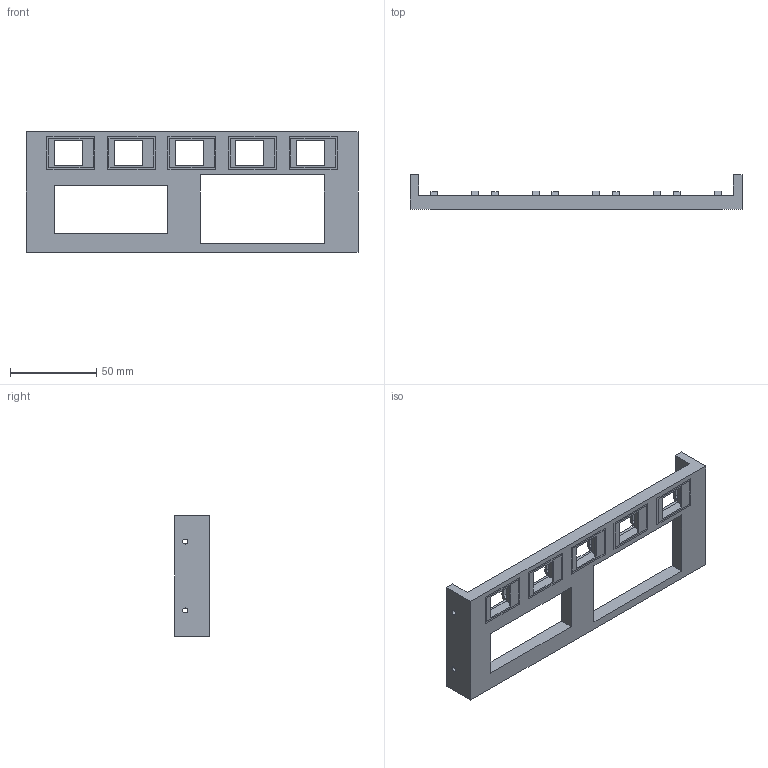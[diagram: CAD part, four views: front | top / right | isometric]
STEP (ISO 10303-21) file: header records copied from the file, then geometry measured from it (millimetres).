
FILE_DESCRIPTION(('FreeCAD Model'),'2;1');
FILE_NAME('Open CASCADE Shape Model','2025-03-01T11:50:06',(''),(''), 'Open CASCADE STEP processor 7.8','FreeCAD','Unknown');
FILE_SCHEMA(('AUTOMOTIVE_DESIGN { 1 0 10303 214 1 1 1 1 }'));
Length unit declared in the file: millimetre
Products named in the file (7): Pi-Panel; PiPanel; KeystoneUsbJack1; KeystoneUsbJack2; KeystoneUsbJack3; KeystoneUsbJack4; KeystoneUsbJack5
Assembly tree (6 placements, depth 2):
  Pi-Panel
    PiPanel
    KeystoneUsbJack1
    KeystoneUsbJack2
    KeystoneUsbJack3
    KeystoneUsbJack4
    KeystoneUsbJack5
Bounding box: 192.5 x 20 x 70 mm (x, y, z)
Volume: 70478.6 mm3; surface area: 37554.9 mm2
Topology: 6 solids, 6 shells, 265 faces, 722 edges, 478 vertices
Faces by surface type: plane 217, cylinder 48
Full cylindrical faces by diameter (mm): 2.9 x4, 6 x4
Entity records: 8507 total; most frequent: CARTESIAN_POINT 1472, ORIENTED_EDGE 1444, DIRECTION 1362, EDGE_CURVE 722, LINE 626, VECTOR 626, VERTEX_POINT 478, AXIS2_PLACEMENT_3D 368
